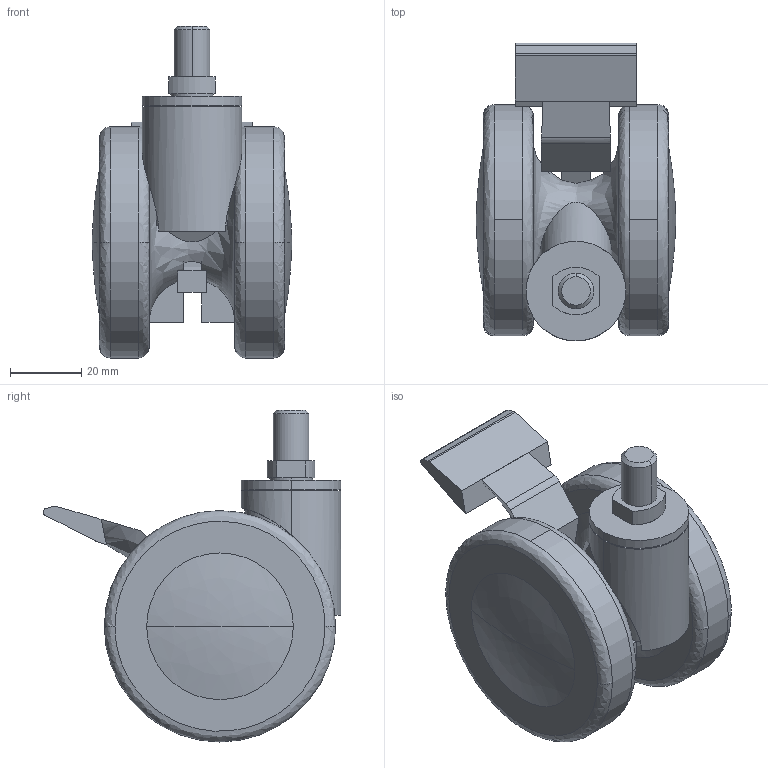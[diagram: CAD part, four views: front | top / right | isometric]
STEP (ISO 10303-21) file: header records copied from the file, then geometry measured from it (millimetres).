
FILE_DESCRIPTION (( 'STEP AP203' ), '1' );
FILE_NAME ('Caster_item_0_0_444_93.STEP', '2019-04-14T22:47:45', ( '' ), ( '' ), 'SwSTEP 2.0', 'SolidWorks 2016', '' );
FILE_SCHEMA (( 'CONFIG_CONTROL_DESIGN' ));
Length unit declared in the file: millimetre
Products named in the file (1): Caster_item_0_0_444_93
Bounding box: 56 x 83.71 x 93.28 mm (x, y, z)
Volume: 137917.4 mm3; surface area: 28298.9 mm2
Topology: 2 solids, 2 shells, 104 faces, 282 edges, 188 vertices
Faces by surface type: plane 53, cylinder 33, bspline 16, cone 2
Entity records: 4813 total; most frequent: CARTESIAN_POINT 2267, ORIENTED_EDGE 556, DIRECTION 465, EDGE_CURVE 278, VERTEX_POINT 188, AXIS2_PLACEMENT_3D 170, VECTOR 125, LINE 125
